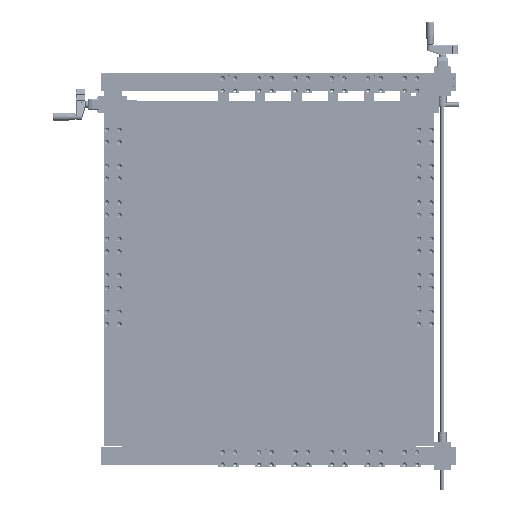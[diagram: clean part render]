
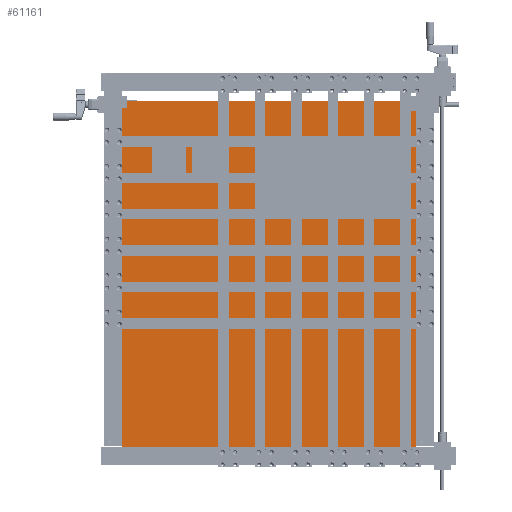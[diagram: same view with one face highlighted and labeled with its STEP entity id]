
A CAD part, top view. The second image highlights one B-rep face of the part: STEP entity #61161.
In plain terms, the highlighted face is planar.
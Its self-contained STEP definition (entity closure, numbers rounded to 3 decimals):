
#4479=LINE('',#95627,#8443);
#4483=LINE('',#95636,#8447);
#4486=LINE('',#95642,#8450);
#4489=LINE('',#95648,#8453);
#8443=VECTOR('',#76629,1000.);
#8447=VECTOR('',#76635,1000.);
#8450=VECTOR('',#76640,1000.);
#8453=VECTOR('',#76645,1000.);
#20629=ORIENTED_EDGE('',*,*,#28230,.F.);
#20630=ORIENTED_EDGE('',*,*,#28240,.F.);
#20631=ORIENTED_EDGE('',*,*,#28237,.F.);
#20632=ORIENTED_EDGE('',*,*,#28234,.F.);
#28230=EDGE_CURVE('',#33009,#33010,#4479,.T.);
#28234=EDGE_CURVE('',#33010,#33013,#4483,.T.);
#28237=EDGE_CURVE('',#33013,#33015,#4486,.T.);
#28240=EDGE_CURVE('',#33015,#33009,#4489,.T.);
#33009=VERTEX_POINT('',#95628);
#33010=VERTEX_POINT('',#95629);
#33013=VERTEX_POINT('',#95637);
#33015=VERTEX_POINT('',#95643);
#38333=EDGE_LOOP('',(#20629,#20630,#20631,#20632));
#42011=FACE_BOUND('',#38333,.T.);
#44123=PLANE('',#65290);
#61161=ADVANCED_FACE('',(#42011),#44123,.F.);
#65290=AXIS2_PLACEMENT_3D('',#95651,#76649,#76650);
#76629=DIRECTION('',(0.,0.,1.));
#76635=DIRECTION('',(1.,0.,0.));
#76640=DIRECTION('',(0.,0.,-1.));
#76645=DIRECTION('',(-1.,0.,0.));
#76649=DIRECTION('',(0.,1.,0.));
#76650=DIRECTION('',(0.,0.,1.));
#95627=CARTESIAN_POINT('',(-500.,0.,-425.));
#95628=CARTESIAN_POINT('',(-500.,0.,-425.));
#95629=CARTESIAN_POINT('',(-500.,0.,425.));
#95636=CARTESIAN_POINT('',(-500.,0.,425.));
#95637=CARTESIAN_POINT('',(500.,0.,425.));
#95642=CARTESIAN_POINT('',(500.,0.,425.));
#95643=CARTESIAN_POINT('',(500.,0.,-425.));
#95648=CARTESIAN_POINT('',(500.,0.,-425.));
#95651=CARTESIAN_POINT('',(0.,0.,0.));
